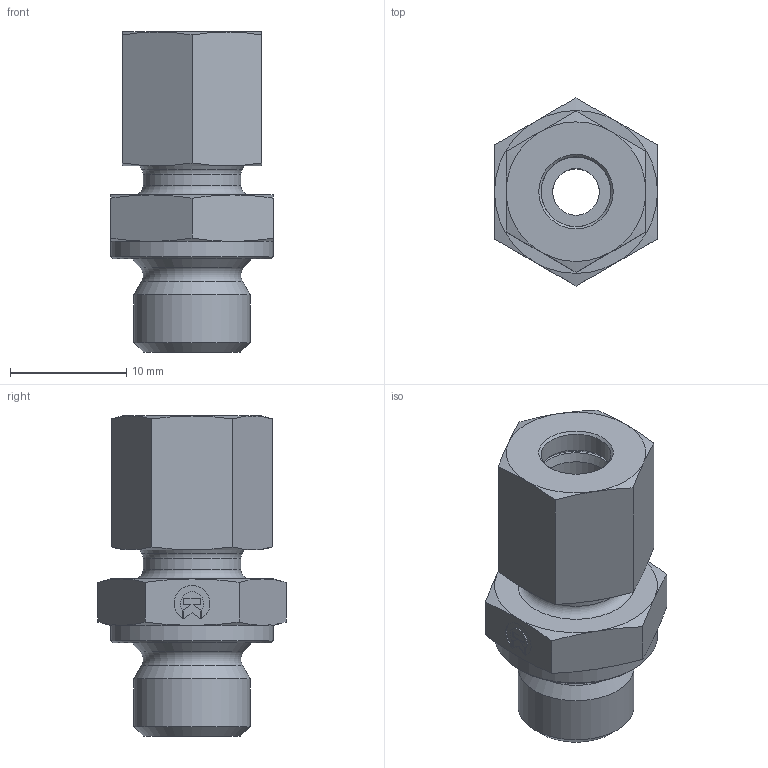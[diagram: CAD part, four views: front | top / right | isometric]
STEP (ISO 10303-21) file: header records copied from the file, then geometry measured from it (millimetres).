
FILE_DESCRIPTION((''),'2;1');
FILE_NAME('020061010.stp','2014-07-28T11:59:53',(''),('KNOMI spol. s r. o.'),'Autodesk Inventor 2012','Autodesk Inventor 2012','');
FILE_SCHEMA(('AUTOMOTIVE_DESIGN { 1 2 10303 214 0 1 1 1 }'));
Length unit declared in the file: millimetre
Products named in the file (4): PHAM1K  6LLM M10x1/M10x1; 010 06 1010; 40006; 3900610
Assembly tree (3 placements, depth 2):
  PHAM1K  6LLM M10x1/M10x1
    010 06 1010
    40006
    3900610
Bounding box: 14 x 16.17 x 27.5 mm (x, y, z)
Volume: 2567 mm3; surface area: 2578.8 mm2
Topology: 3 solids, 3 shells, 111 faces, 255 edges, 159 vertices
Faces by surface type: plane 51, cone 41, cylinder 15, torus 4
Full cylindrical faces by diameter (mm): 4 x1, 6 x3, 7.5 x1, 8 x1, 8.4 x1, 8.917 x1, 10 x2, 14 x1
Entity records: 3079 total; most frequent: CARTESIAN_POINT 582, DIRECTION 476, ORIENTED_EDGE 430, EDGE_CURVE 215, AXIS2_PLACEMENT_3D 189, EDGE_LOOP 156, VERTEX_POINT 149, STYLED_ITEM 114
